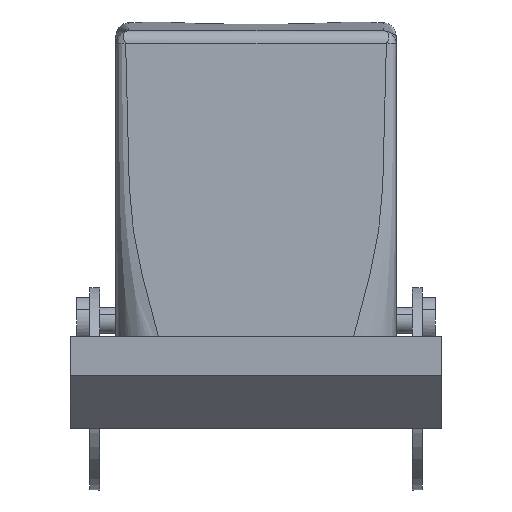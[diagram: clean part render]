
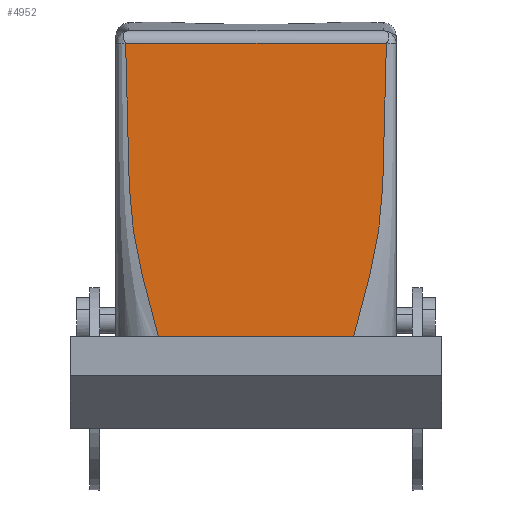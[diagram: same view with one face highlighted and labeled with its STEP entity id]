
A CAD part, front view. The second image highlights one B-rep face of the part: STEP entity #4952.
In plain terms, the highlighted planar face has unit normal (0, -1, 0.013).
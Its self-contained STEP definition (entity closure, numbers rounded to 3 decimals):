
#4927=AXIS2_PLACEMENT_3D('Plane Axis2P3D',#4924,#4925,#4926) ;
#3085=CARTESIAN_POINT('Vertex',(48.501,18.637,68.467)) ;
#3089=CARTESIAN_POINT('Control Point',(48.501,18.637,68.467)) ;
#3090=CARTESIAN_POINT('Control Point',(48.501,18.637,68.45)) ;
#3091=CARTESIAN_POINT('Control Point',(48.501,18.637,68.433)) ;
#3092=CARTESIAN_POINT('Control Point',(48.501,18.636,68.416)) ;
#3093=CARTESIAN_POINT('Control Point',(48.5,18.635,68.318)) ;
#3094=CARTESIAN_POINT('Control Point',(48.499,18.634,68.219)) ;
#3095=CARTESIAN_POINT('Control Point',(48.498,18.631,68.024)) ;
#3096=CARTESIAN_POINT('Control Point',(48.496,18.629,67.838)) ;
#3097=CARTESIAN_POINT('Control Point',(48.494,18.626,67.652)) ;
#3098=CARTESIAN_POINT('Control Point',(48.493,18.625,67.548)) ;
#3099=CARTESIAN_POINT('Control Point',(48.49,18.621,67.234)) ;
#3100=CARTESIAN_POINT('Control Point',(48.487,18.617,66.921)) ;
#3101=CARTESIAN_POINT('Control Point',(48.484,18.614,66.712)) ;
#3102=CARTESIAN_POINT('Control Point',(48.477,18.606,66.086)) ;
#3103=CARTESIAN_POINT('Control Point',(48.469,18.598,65.46)) ;
#3104=CARTESIAN_POINT('Control Point',(48.464,18.592,65.042)) ;
#3105=CARTESIAN_POINT('Control Point',(48.446,18.576,63.79)) ;
#3106=CARTESIAN_POINT('Control Point',(48.425,18.559,62.538)) ;
#3107=CARTESIAN_POINT('Control Point',(48.409,18.549,61.703)) ;
#3108=CARTESIAN_POINT('Control Point',(48.358,18.516,59.201)) ;
#3109=CARTESIAN_POINT('Control Point',(48.295,18.483,56.7)) ;
#3110=CARTESIAN_POINT('Control Point',(48.249,18.461,55.033)) ;
#3111=CARTESIAN_POINT('Control Point',(48.178,18.429,52.6)) ;
#3112=CARTESIAN_POINT('Control Point',(48.094,18.398,50.169)) ;
#3113=CARTESIAN_POINT('Control Point',(48.066,18.388,49.403)) ;
#3114=CARTESIAN_POINT('Control Point',(48.005,18.367,47.871)) ;
#3115=CARTESIAN_POINT('Control Point',(47.933,18.347,46.338)) ;
#3116=CARTESIAN_POINT('Control Point',(47.892,18.337,45.581)) ;
#3117=CARTESIAN_POINT('Control Point',(47.75,18.309,43.441)) ;
#3118=CARTESIAN_POINT('Control Point',(47.53,18.282,41.305)) ;
#3119=CARTESIAN_POINT('Control Point',(47.348,18.264,39.936)) ;
#3120=CARTESIAN_POINT('Control Point',(46.905,18.228,37.206)) ;
#3121=CARTESIAN_POINT('Control Point',(46.324,18.192,34.494)) ;
#3122=CARTESIAN_POINT('Control Point',(46.005,18.175,33.142)) ;
#3123=CARTESIAN_POINT('Control Point',(45.129,18.129,29.66)) ;
#3124=CARTESIAN_POINT('Control Point',(44.174,18.084,26.193)) ;
#3125=CARTESIAN_POINT('Control Point',(43.59,18.056,24.066)) ;
#3126=CARTESIAN_POINT('Control Point',(43.036,18.028,21.934)) ;
#3127=CARTESIAN_POINT('Control Point',(42.5,18.,19.8)) ;
#3128=CARTESIAN_POINT('Vertex',(42.5,18.,19.8)) ;
#3170=CARTESIAN_POINT('Vertex',(14.5,18.,19.8)) ;
#3210=CARTESIAN_POINT('Line Origine',(28.5,18.,19.8)) ;
#4715=CARTESIAN_POINT('Control Point',(8.499,18.637,68.467)) ;
#4716=CARTESIAN_POINT('Control Point',(8.499,18.637,68.45)) ;
#4717=CARTESIAN_POINT('Control Point',(8.499,18.637,68.433)) ;
#4718=CARTESIAN_POINT('Control Point',(8.499,18.636,68.416)) ;
#4719=CARTESIAN_POINT('Control Point',(8.5,18.635,68.318)) ;
#4720=CARTESIAN_POINT('Control Point',(8.501,18.634,68.219)) ;
#4721=CARTESIAN_POINT('Control Point',(8.502,18.631,68.024)) ;
#4722=CARTESIAN_POINT('Control Point',(8.504,18.629,67.838)) ;
#4723=CARTESIAN_POINT('Control Point',(8.506,18.626,67.652)) ;
#4724=CARTESIAN_POINT('Control Point',(8.507,18.625,67.548)) ;
#4725=CARTESIAN_POINT('Control Point',(8.51,18.621,67.234)) ;
#4726=CARTESIAN_POINT('Control Point',(8.513,18.617,66.921)) ;
#4727=CARTESIAN_POINT('Control Point',(8.516,18.614,66.712)) ;
#4728=CARTESIAN_POINT('Control Point',(8.523,18.606,66.086)) ;
#4729=CARTESIAN_POINT('Control Point',(8.531,18.598,65.46)) ;
#4730=CARTESIAN_POINT('Control Point',(8.536,18.592,65.042)) ;
#4731=CARTESIAN_POINT('Control Point',(8.554,18.576,63.79)) ;
#4732=CARTESIAN_POINT('Control Point',(8.575,18.559,62.538)) ;
#4733=CARTESIAN_POINT('Control Point',(8.591,18.549,61.703)) ;
#4734=CARTESIAN_POINT('Control Point',(8.642,18.516,59.201)) ;
#4735=CARTESIAN_POINT('Control Point',(8.705,18.483,56.7)) ;
#4736=CARTESIAN_POINT('Control Point',(8.751,18.461,55.033)) ;
#4737=CARTESIAN_POINT('Control Point',(8.822,18.429,52.6)) ;
#4738=CARTESIAN_POINT('Control Point',(8.906,18.398,50.169)) ;
#4739=CARTESIAN_POINT('Control Point',(8.934,18.388,49.403)) ;
#4740=CARTESIAN_POINT('Control Point',(8.995,18.367,47.871)) ;
#4741=CARTESIAN_POINT('Control Point',(9.067,18.347,46.338)) ;
#4742=CARTESIAN_POINT('Control Point',(9.108,18.337,45.581)) ;
#4743=CARTESIAN_POINT('Control Point',(9.25,18.309,43.441)) ;
#4744=CARTESIAN_POINT('Control Point',(9.47,18.282,41.305)) ;
#4745=CARTESIAN_POINT('Control Point',(9.652,18.264,39.936)) ;
#4746=CARTESIAN_POINT('Control Point',(10.095,18.228,37.206)) ;
#4747=CARTESIAN_POINT('Control Point',(10.676,18.192,34.494)) ;
#4748=CARTESIAN_POINT('Control Point',(10.995,18.175,33.142)) ;
#4749=CARTESIAN_POINT('Control Point',(11.871,18.129,29.66)) ;
#4750=CARTESIAN_POINT('Control Point',(12.826,18.084,26.193)) ;
#4751=CARTESIAN_POINT('Control Point',(13.41,18.056,24.066)) ;
#4752=CARTESIAN_POINT('Control Point',(13.964,18.028,21.934)) ;
#4753=CARTESIAN_POINT('Control Point',(14.5,18.,19.8)) ;
#4754=CARTESIAN_POINT('Vertex',(8.499,18.637,68.467)) ;
#4891=CARTESIAN_POINT('Control Point',(48.5,18.638,68.521)) ;
#4892=CARTESIAN_POINT('Control Point',(48.501,18.638,68.51)) ;
#4893=CARTESIAN_POINT('Control Point',(48.502,18.638,68.499)) ;
#4894=CARTESIAN_POINT('Control Point',(48.502,18.637,68.488)) ;
#4895=CARTESIAN_POINT('Control Point',(48.502,18.637,68.478)) ;
#4896=CARTESIAN_POINT('Control Point',(48.501,18.637,68.467)) ;
#4897=CARTESIAN_POINT('Vertex',(48.5,18.638,68.521)) ;
#4924=CARTESIAN_POINT('Axis2P3D Location',(28.5,19.046,99.715)) ;
#4929=CARTESIAN_POINT('Line Origine',(28.5,18.638,68.521)) ;
#4933=CARTESIAN_POINT('Vertex',(8.5,18.638,68.521)) ;
#4937=CARTESIAN_POINT('Control Point',(8.5,18.638,68.521)) ;
#4938=CARTESIAN_POINT('Control Point',(8.499,18.638,68.51)) ;
#4939=CARTESIAN_POINT('Control Point',(8.498,18.638,68.499)) ;
#4940=CARTESIAN_POINT('Control Point',(8.498,18.637,68.488)) ;
#4941=CARTESIAN_POINT('Control Point',(8.498,18.637,68.477)) ;
#4942=CARTESIAN_POINT('Control Point',(8.499,18.637,68.467)) ;
#3211=DIRECTION('Vector Direction',(-1.,0.,0.)) ;
#4925=DIRECTION('Axis2P3D Direction',(0.,-1.,0.013)) ;
#4926=DIRECTION('Axis2P3D XDirection',(-1.,0.,0.)) ;
#4930=DIRECTION('Vector Direction',(1.,0.,0.)) ;
#3212=VECTOR('Line Direction',#3211,1.) ;
#4931=VECTOR('Line Direction',#4930,1.) ;
#4945=ORIENTED_EDGE('',*,*,#3214,.T.) ;
#4946=ORIENTED_EDGE('',*,*,#3130,.T.) ;
#4947=ORIENTED_EDGE('',*,*,#4899,.T.) ;
#4948=ORIENTED_EDGE('',*,*,#4935,.F.) ;
#4949=ORIENTED_EDGE('',*,*,#4943,.F.) ;
#4950=ORIENTED_EDGE('',*,*,#4756,.F.) ;
#4952=ADVANCED_FACE('Housing',(#4951),#4928,.T.) ;
#3088=B_SPLINE_CURVE_WITH_KNOTS('',5,(#3089,#3090,#3091,#3092,#3093,#3094,#3095,#3096,#3097,#3098,#3099,#3100,#3101,#3102,#3103,#3104,#3105,#3106,#3107,#3108,#3109,#3110,#3111,#3112,#3113,#3114,#3115,#3116,#3117,#3118,#3119,#3120,#3121,#3122,#3123,#3124,#3125,#3126,#3127),.UNSPECIFIED.,.F.,.U.,(6,3,3,3,3,3,3,3,3,3,3,3,6),(5.137,5.221,5.629,6.151,7.194,9.28,13.453,21.791,25.623,29.465,36.352,43.24,54.164),.UNSPECIFIED.) ;
#4714=B_SPLINE_CURVE_WITH_KNOTS('',5,(#4715,#4716,#4717,#4718,#4719,#4720,#4721,#4722,#4723,#4724,#4725,#4726,#4727,#4728,#4729,#4730,#4731,#4732,#4733,#4734,#4735,#4736,#4737,#4738,#4739,#4740,#4741,#4742,#4743,#4744,#4745,#4746,#4747,#4748,#4749,#4750,#4751,#4752,#4753),.UNSPECIFIED.,.F.,.U.,(6,3,3,3,3,3,3,3,3,3,3,3,6),(5.137,5.221,5.629,6.151,7.194,9.28,13.453,21.791,25.623,29.465,36.352,43.24,54.164),.UNSPECIFIED.) ;
#4890=B_SPLINE_CURVE_WITH_KNOTS('',5,(#4891,#4892,#4893,#4894,#4895,#4896),.UNSPECIFIED.,.F.,.U.,(6,6),(122.51,122.656),.UNSPECIFIED.) ;
#4936=B_SPLINE_CURVE_WITH_KNOTS('',5,(#4937,#4938,#4939,#4940,#4941,#4942),.UNSPECIFIED.,.F.,.U.,(6,6),(0.,0.077),.UNSPECIFIED.) ;
#3130=EDGE_CURVE('',#3129,#3086,#3088,.F.) ;
#3214=EDGE_CURVE('',#3171,#3129,#3213,.F.) ;
#4756=EDGE_CURVE('',#3171,#4755,#4714,.F.) ;
#4899=EDGE_CURVE('',#3086,#4898,#4890,.F.) ;
#4935=EDGE_CURVE('',#4934,#4898,#4932,.T.) ;
#4943=EDGE_CURVE('',#4755,#4934,#4936,.F.) ;
#4944=EDGE_LOOP('',(#4945,#4946,#4947,#4948,#4949,#4950)) ;
#4951=FACE_OUTER_BOUND('',#4944,.T.) ;
#3213=LINE('Line',#3210,#3212) ;
#4932=LINE('Line',#4929,#4931) ;
#4928=PLANE('',#4927) ;
#3086=VERTEX_POINT('',#3085) ;
#3129=VERTEX_POINT('',#3128) ;
#3171=VERTEX_POINT('',#3170) ;
#4755=VERTEX_POINT('',#4754) ;
#4898=VERTEX_POINT('',#4897) ;
#4934=VERTEX_POINT('',#4933) ;
